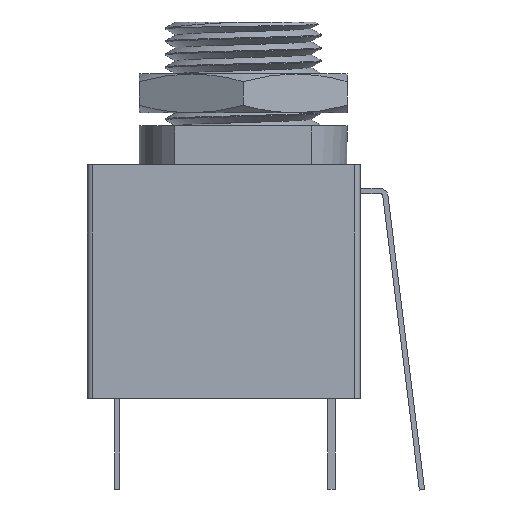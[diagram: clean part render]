
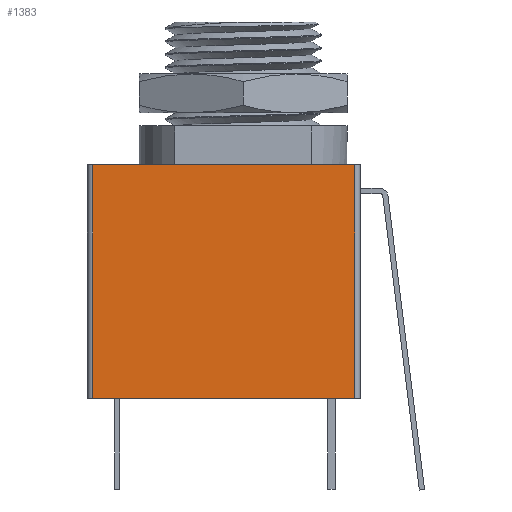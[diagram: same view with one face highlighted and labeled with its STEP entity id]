
A CAD part, left-side view. The second image highlights one B-rep face of the part: STEP entity #1383.
In plain terms, the highlighted planar face has unit normal (-1, 0, 0).
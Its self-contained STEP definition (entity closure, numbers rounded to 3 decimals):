
#64=PLANE('',#1489);
#142=FACE_OUTER_BOUND('',#227,.T.);
#227=EDGE_LOOP('',(#987,#988,#989,#990));
#386=LINE('',#3107,#497);
#398=LINE('',#3142,#509);
#399=LINE('',#3143,#510);
#400=LINE('',#3144,#511);
#497=VECTOR('',#1632,10.1);
#509=VECTOR('',#1656,10.1);
#510=VECTOR('',#1657,9.);
#511=VECTOR('',#1658,9.);
#621=VERTEX_POINT('',#3105);
#622=VERTEX_POINT('',#3106);
#638=VERTEX_POINT('',#3140);
#639=VERTEX_POINT('',#3141);
#759=EDGE_CURVE('',#621,#622,#386,.T.);
#776=EDGE_CURVE('',#638,#639,#398,.T.);
#777=EDGE_CURVE('',#621,#638,#399,.T.);
#778=EDGE_CURVE('',#639,#622,#400,.T.);
#987=ORIENTED_EDGE('',*,*,#776,.F.);
#988=ORIENTED_EDGE('',*,*,#777,.F.);
#989=ORIENTED_EDGE('',*,*,#759,.T.);
#990=ORIENTED_EDGE('',*,*,#778,.F.);
#1383=ADVANCED_FACE('',(#142),#64,.F.);
#1489=AXIS2_PLACEMENT_3D('',#3139,#1654,#1655);
#1632=DIRECTION('',(0.,-1.,0.));
#1654=DIRECTION('center_axis',(1.,0.,0.));
#1655=DIRECTION('ref_axis',(0.,-1.,0.));
#1656=DIRECTION('',(0.,-1.,0.));
#1657=DIRECTION('',(0.,0.,1.));
#1658=DIRECTION('',(0.,0.,-1.));
#3105=CARTESIAN_POINT('',(-4.5,5.8,0.));
#3106=CARTESIAN_POINT('',(-4.5,-4.3,0.));
#3107=CARTESIAN_POINT('',(-4.5,5.8,0.));
#3139=CARTESIAN_POINT('Origin',(-4.5,6.,0.));
#3140=CARTESIAN_POINT('',(-4.5,5.8,9.));
#3141=CARTESIAN_POINT('',(-4.5,-4.3,9.));
#3142=CARTESIAN_POINT('',(-4.5,5.8,9.));
#3143=CARTESIAN_POINT('',(-4.5,5.8,0.));
#3144=CARTESIAN_POINT('',(-4.5,-4.3,9.));
